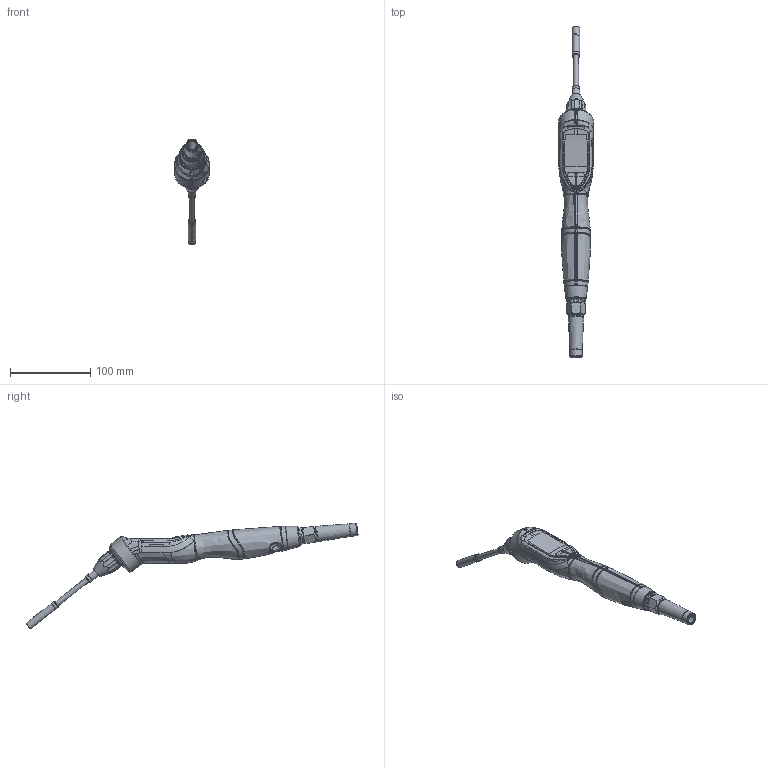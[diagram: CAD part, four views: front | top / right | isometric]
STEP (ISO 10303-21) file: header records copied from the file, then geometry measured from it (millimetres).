
FILE_DESCRIPTION(/* description */ (''),/* implementation_level */ '2;1');
FILE_NAME(/* name */ '527-001_Dummy_001_1-SL4000 3m.stp',/* time_stamp */ '2026-03-24T14:34:37+01:00',/* author */ (''),/* organization */ (''),/* preprocessor_version */ 'ST-DEVELOPER v19.4',/* originating_system */ 'SIEMENS PLM Software NX2306.1700',/* authorisation */ '');
FILE_SCHEMA (('AP203_CONFIGURATION_CONTROLLED_3D_DESIGN_OF_MECHANICAL_PARTS_AND_ASSEMBLIES_MIM_LF { 1 0 10303 403 2 1 2}'));
Products named in the file (1): 001_objects
Bounding box: 43 x 413.16 x 131.82 mm (x, y, z)
Surface area: 42956.4 mm2 (no closed solid volume)
Topology: 0 solids, 468 shells, 468 faces, 2765 edges, 2715 vertices
Faces by surface type: bspline 314, plane 69, cone 29, cylinder 24, torus 15, sphere 9, extrusion 8
Full cylindrical faces by diameter (mm): 3 x1, 6.35 x1, 9.2 x4, 10.3 x1, 15.63 x1, 19.3 x1, 23 x1
Entity records: 83626 total; most frequent: CARTESIAN_POINT 64608, ORIENTED_EDGE 2700, VERTEX_POINT 2699, EDGE_CURVE 2698, B_SPLINE_CURVE_WITH_KNOTS 2069, DIRECTION 1252, EDGE_LOOP 517, AXIS2_PLACEMENT_3D 475
